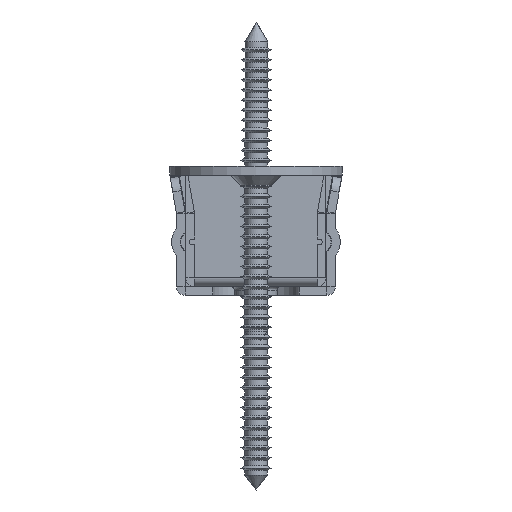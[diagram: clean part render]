
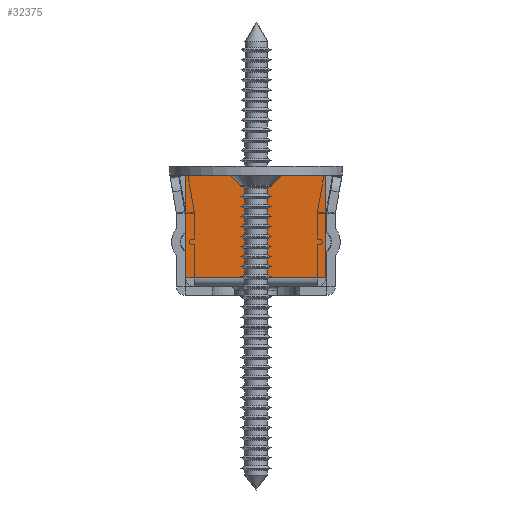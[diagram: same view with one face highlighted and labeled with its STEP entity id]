
A CAD part, front view. The second image highlights one B-rep face of the part: STEP entity #32375.
In plain terms, the highlighted planar face has unit normal (0, -1, 0).
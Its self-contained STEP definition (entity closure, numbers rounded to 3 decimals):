
#2135 = DIRECTION ( 'NONE',  ( 1., 0., 0. ) ) ;
#3911 = PLANE ( 'NONE',  #46888 ) ;
#4718 = DIRECTION ( 'NONE',  ( 0., 0., 1. ) ) ;
#16815 = CARTESIAN_POINT ( 'NONE',  ( -9.75, -132.5, 2.4 ) ) ;
#17512 = CARTESIAN_POINT ( 'NONE',  ( 9.75, -132.5, 17.9 ) ) ;
#20544 = EDGE_CURVE ( 'NONE', #47705, #64731, #64069, .T. ) ;
#21378 = CARTESIAN_POINT ( 'NONE',  ( -9.75, -132.5, 2.4 ) ) ;
#21786 = VERTEX_POINT ( 'NONE', #45094 ) ;
#22006 = EDGE_CURVE ( 'NONE', #64731, #21786, #45866, .T. ) ;
#22520 = FACE_OUTER_BOUND ( 'NONE', #42874, .T. ) ;
#24538 = CARTESIAN_POINT ( 'NONE',  ( 9.75, -132.5, 2.4 ) ) ;
#28986 = CARTESIAN_POINT ( 'NONE',  ( -8.55, -132.5, 2.4 ) ) ;
#29306 = VERTEX_POINT ( 'NONE', #28986 ) ;
#32375 = ADVANCED_FACE ( 'NONE', ( #22520 ), #3911, .F. ) ;
#34933 = DIRECTION ( 'NONE',  ( 0., 0., -1. ) ) ;
#37491 = LINE ( 'NONE', #72773, #57888 ) ;
#39722 = DIRECTION ( 'NONE',  ( 1., 0., 0. ) ) ;
#39899 = CARTESIAN_POINT ( 'NONE',  ( 8.55, -132.5, 2.4 ) ) ;
#40527 = VECTOR ( 'NONE', #2135, 1000. ) ;
#42029 = VECTOR ( 'NONE', #54781, 1000. ) ;
#42874 = EDGE_LOOP ( 'NONE', ( #69578, #76264, #57801, #67277, #52871, #72797 ) ) ;
#43891 = CARTESIAN_POINT ( 'NONE',  ( -9.75, -132.5, 17.9 ) ) ;
#45094 = CARTESIAN_POINT ( 'NONE',  ( -9.75, -132.5, 16.7 ) ) ;
#45773 = CARTESIAN_POINT ( 'NONE',  ( -9.75, -132.5, 17.9 ) ) ;
#45866 = LINE ( 'NONE', #57553, #64906 ) ;
#46130 = VERTEX_POINT ( 'NONE', #21378 ) ;
#46888 = AXIS2_PLACEMENT_3D ( 'NONE', #45773, #52003, #34933 ) ;
#47705 = VERTEX_POINT ( 'NONE', #24538 ) ;
#48091 = VECTOR ( 'NONE', #39722, 1000. ) ;
#48296 = LINE ( 'NONE', #66928, #40527 ) ;
#52003 = DIRECTION ( 'NONE',  ( 0., 1., 0. ) ) ;
#52871 = ORIENTED_EDGE ( 'NONE', *, *, #54896, .T. ) ;
#54781 = DIRECTION ( 'NONE',  ( 0., 0., -1. ) ) ;
#54896 = EDGE_CURVE ( 'NONE', #69474, #47705, #48296, .T. ) ;
#57553 = CARTESIAN_POINT ( 'NONE',  ( 9.75, -132.5, 16.7 ) ) ;
#57801 = ORIENTED_EDGE ( 'NONE', *, *, #69886, .T. ) ;
#57888 = VECTOR ( 'NONE', #74326, 1000. ) ;
#59815 = VECTOR ( 'NONE', #4718, 1000. ) ;
#60652 = CARTESIAN_POINT ( 'NONE',  ( 9.75, -132.5, 16.7 ) ) ;
#61370 = LINE ( 'NONE', #43891, #42029 ) ;
#64069 = LINE ( 'NONE', #17512, #59815 ) ;
#64731 = VERTEX_POINT ( 'NONE', #60652 ) ;
#64906 = VECTOR ( 'NONE', #69558, 1000. ) ;
#66928 = CARTESIAN_POINT ( 'NONE',  ( -9.75, -132.5, 2.4 ) ) ;
#67277 = ORIENTED_EDGE ( 'NONE', *, *, #71618, .T. ) ;
#69474 = VERTEX_POINT ( 'NONE', #39899 ) ;
#69558 = DIRECTION ( 'NONE',  ( -1., 0., 0. ) ) ;
#69578 = ORIENTED_EDGE ( 'NONE', *, *, #22006, .T. ) ;
#69886 = EDGE_CURVE ( 'NONE', #46130, #29306, #37491, .T. ) ;
#71618 = EDGE_CURVE ( 'NONE', #29306, #69474, #75005, .T. ) ;
#72190 = EDGE_CURVE ( 'NONE', #21786, #46130, #61370, .T. ) ;
#72773 = CARTESIAN_POINT ( 'NONE',  ( -9.75, -132.5, 2.4 ) ) ;
#72797 = ORIENTED_EDGE ( 'NONE', *, *, #20544, .T. ) ;
#74326 = DIRECTION ( 'NONE',  ( 1., 0., 0. ) ) ;
#75005 = LINE ( 'NONE', #16815, #48091 ) ;
#76264 = ORIENTED_EDGE ( 'NONE', *, *, #72190, .T. ) ;
